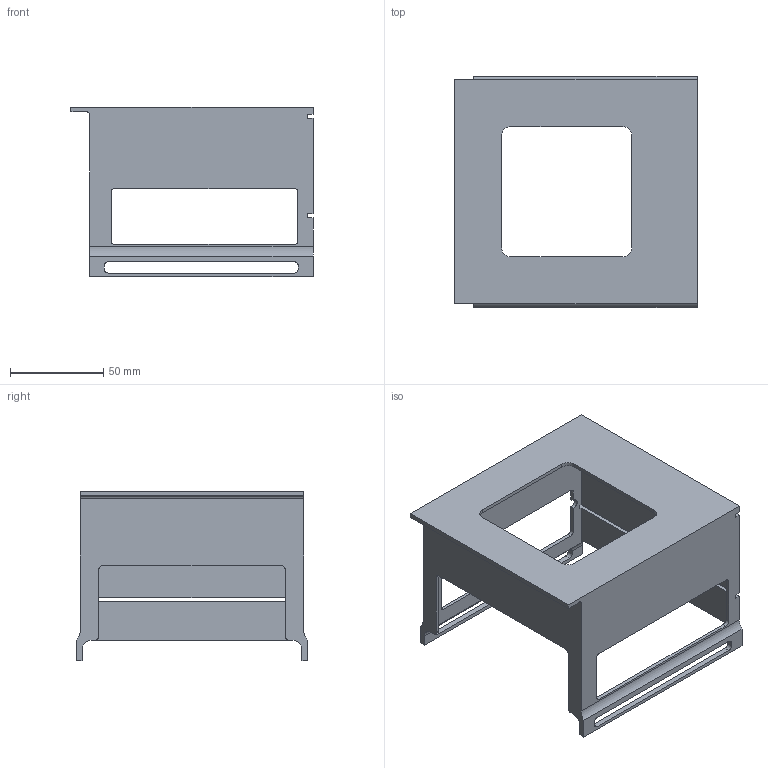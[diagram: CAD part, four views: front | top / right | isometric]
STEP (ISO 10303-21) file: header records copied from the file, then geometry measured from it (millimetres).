
FILE_DESCRIPTION(/* description */ (''),/* implementation_level */ '2;1');
FILE_NAME(/* name */ 'Robomaster_mask.step',/* time_stamp */ '2024-10-27T13:05:25+01:00',/* author */ (''),/* organization */ (''),/* preprocessor_version */ 'ST-DEVELOPER v20',/* originating_system */ 'Autodesk Translation Framework v13.14.0.145',/* authorisation */ '');
FILE_SCHEMA (('AUTOMOTIVE_DESIGN { 1 0 10303 214 3 1 1 }'));
Length unit declared in the file: millimetre
Products named in the file (1): FusionComponent
Bounding box: 130 x 124 x 91 mm (x, y, z)
Volume: 80276.2 mm3; surface area: 82356.5 mm2
Topology: 1 solids, 1 shells, 89 faces, 275 edges, 182 vertices
Faces by surface type: plane 59, cylinder 30
Entity records: 3146 total; most frequent: CARTESIAN_POINT 583, ORIENTED_EDGE 550, DIRECTION 511, EDGE_CURVE 275, LINE 211, VECTOR 211, VERTEX_POINT 182, AXIS2_PLACEMENT_3D 150
